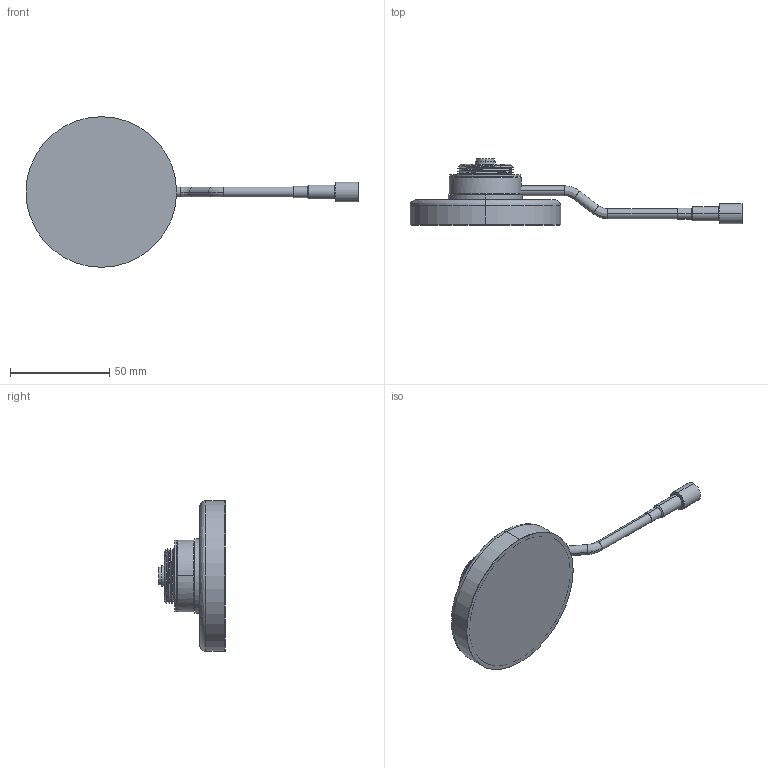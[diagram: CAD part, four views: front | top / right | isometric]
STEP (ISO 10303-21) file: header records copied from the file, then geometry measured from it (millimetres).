
FILE_DESCRIPTION (( 'STEP AP214' ), '1' );
FILE_NAME ('HMA1-XXXAYY_3D.STEP', '2020-07-23T12:26:34', ( '' ), ( '' ), 'SwSTEP 2.0', 'SolidWorks 2018', '' );
FILE_SCHEMA (( 'AUTOMOTIVE_DESIGN' ));
Length unit declared in the file: millimetre
Products named in the file (1): HMA1-XXXAYY_3D
Bounding box: 167.58 x 33.35 x 76 mm (x, y, z)
Volume: 61202.4 mm3; surface area: 44255.1 mm2
Topology: 10 solids, 10 shells, 181 faces, 423 edges, 271 vertices
Faces by surface type: cylinder 87, plane 61, cone 20, bspline 13
Entity records: 9109 total; most frequent: CARTESIAN_POINT 2833, DIRECTION 905, ORIENTED_EDGE 838, EDGE_CURVE 419, AXIS2_PLACEMENT_3D 374, VERTEX_POINT 271, EDGE_LOOP 210, CIRCLE 205
